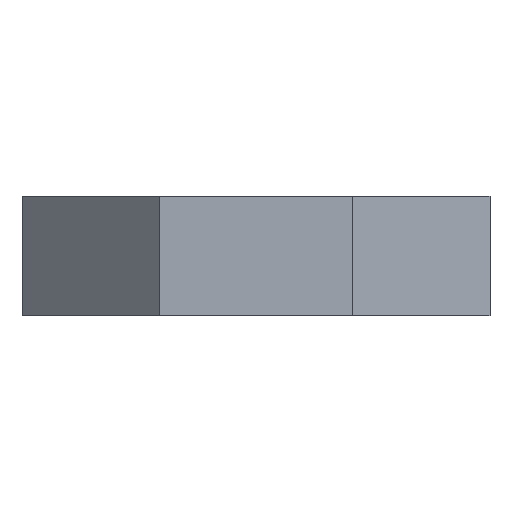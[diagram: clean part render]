
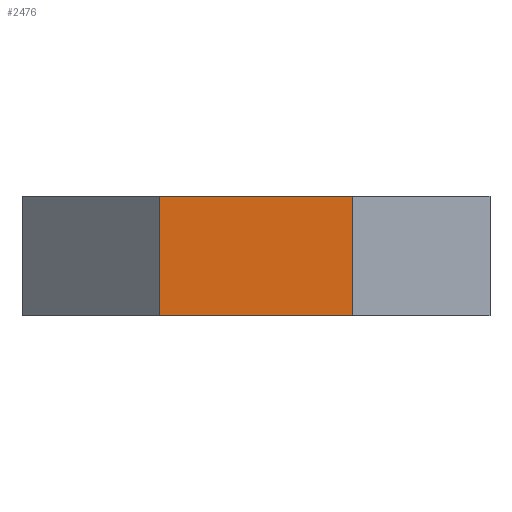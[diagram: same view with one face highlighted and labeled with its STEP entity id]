
A CAD part, front view. The second image highlights one B-rep face of the part: STEP entity #2476.
In plain terms, the highlighted planar face has unit normal (0, -1, 0).
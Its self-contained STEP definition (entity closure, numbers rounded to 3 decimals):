
#51=PLANE('',#2547);
#133=LINE('',#6586,#243);
#158=LINE('',#6637,#268);
#161=LINE('',#6641,#271);
#162=LINE('',#6643,#272);
#243=VECTOR('',#2737,10.);
#268=VECTOR('',#2778,10.);
#271=VECTOR('',#2783,10.);
#272=VECTOR('',#2786,10.);
#458=FACE_OUTER_BOUND('',#619,.T.);
#619=EDGE_LOOP('',(#2202,#2203,#2204,#2205));
#1085=VERTEX_POINT('',#6583);
#1086=VERTEX_POINT('',#6585);
#1103=VERTEX_POINT('',#6634);
#1104=VERTEX_POINT('',#6636);
#1445=EDGE_CURVE('',#1086,#1085,#133,.T.);
#1470=EDGE_CURVE('',#1103,#1104,#158,.T.);
#1473=EDGE_CURVE('',#1085,#1104,#161,.T.);
#1474=EDGE_CURVE('',#1086,#1103,#162,.T.);
#2202=ORIENTED_EDGE('',*,*,#1445,.T.);
#2203=ORIENTED_EDGE('',*,*,#1473,.T.);
#2204=ORIENTED_EDGE('',*,*,#1470,.F.);
#2205=ORIENTED_EDGE('',*,*,#1474,.F.);
#2476=ADVANCED_FACE('',(#458),#51,.T.);
#2547=AXIS2_PLACEMENT_3D('',#6642,#2784,#2785);
#2737=DIRECTION('',(1.,0.,0.));
#2778=DIRECTION('',(1.,0.,0.));
#2783=DIRECTION('',(0.,0.,1.));
#2784=DIRECTION('center_axis',(0.,-1.,0.));
#2785=DIRECTION('ref_axis',(1.,0.,0.));
#2786=DIRECTION('',(0.,0.,1.));
#6583=CARTESIAN_POINT('',(5.178,-12.5,0.));
#6585=CARTESIAN_POINT('',(-5.178,-12.5,0.));
#6586=CARTESIAN_POINT('',(-5.178,-12.5,0.));
#6634=CARTESIAN_POINT('',(-5.178,-12.5,6.4));
#6636=CARTESIAN_POINT('',(5.178,-12.5,6.4));
#6637=CARTESIAN_POINT('',(-5.178,-12.5,6.4));
#6641=CARTESIAN_POINT('',(5.178,-12.5,0.));
#6642=CARTESIAN_POINT('Origin',(-5.178,-12.5,0.));
#6643=CARTESIAN_POINT('',(-5.178,-12.5,0.));
